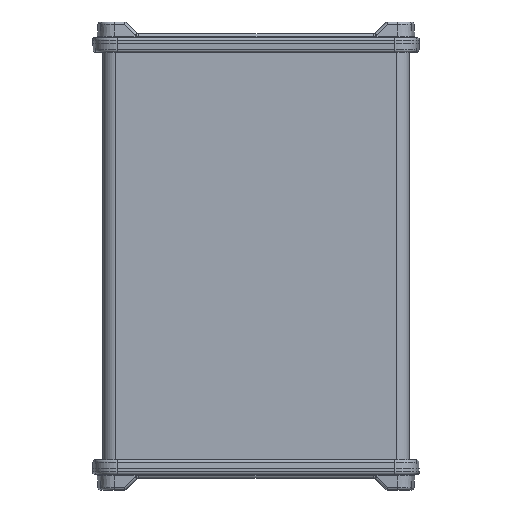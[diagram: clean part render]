
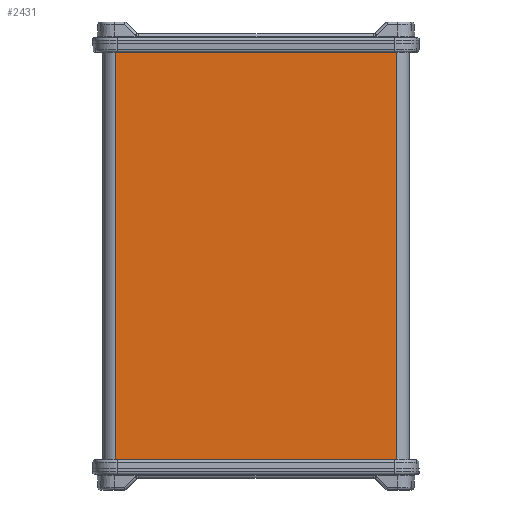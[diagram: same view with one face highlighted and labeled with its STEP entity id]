
A CAD part, front view. The second image highlights one B-rep face of the part: STEP entity #2431.
In plain terms, the highlighted planar face has unit normal (0, -1, 0).
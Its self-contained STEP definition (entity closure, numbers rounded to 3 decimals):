
#1194 = VECTOR ( 'NONE', #7903, 1000. ) ;
#1409 = DIRECTION ( 'NONE',  ( 0., 0., 1. ) ) ;
#1489 = DIRECTION ( 'NONE',  ( 0., 0., -1. ) ) ;
#1509 = VERTEX_POINT ( 'NONE', #1541 ) ;
#1541 = CARTESIAN_POINT ( 'NONE',  ( -54., -22., -60. ) ) ;
#1799 = DIRECTION ( 'NONE',  ( 1., 0., 0. ) ) ;
#2431 = ADVANCED_FACE ( 'NONE', ( #4594 ), #11042, .F. ) ;
#4233 = ORIENTED_EDGE ( 'NONE', *, *, #18928, .F. ) ;
#4594 = FACE_OUTER_BOUND ( 'NONE', #9986, .T. ) ;
#5736 = CARTESIAN_POINT ( 'NONE',  ( -54., -22., -60. ) ) ;
#6050 = CARTESIAN_POINT ( 'NONE',  ( -54., -22., 100. ) ) ;
#7882 = ORIENTED_EDGE ( 'NONE', *, *, #19945, .T. ) ;
#7903 = DIRECTION ( 'NONE',  ( 1., 0., 0. ) ) ;
#8037 = ORIENTED_EDGE ( 'NONE', *, *, #26675, .F. ) ;
#9162 = CARTESIAN_POINT ( 'NONE',  ( -54., -22., 100. ) ) ;
#9986 = EDGE_LOOP ( 'NONE', ( #26448, #7882, #8037, #4233 ) ) ;
#10629 = CARTESIAN_POINT ( 'NONE',  ( -54., -22., 100. ) ) ;
#11042 = PLANE ( 'NONE',  #12705 ) ;
#12705 = AXIS2_PLACEMENT_3D ( 'NONE', #6050, #20080, #1409 ) ;
#13606 = VECTOR ( 'NONE', #16425, 1000. ) ;
#14209 = CARTESIAN_POINT ( 'NONE',  ( 54., -22., 100. ) ) ;
#14286 = LINE ( 'NONE', #14209, #13606 ) ;
#14333 = EDGE_CURVE ( 'NONE', #19040, #1509, #20501, .T. ) ;
#14450 = CARTESIAN_POINT ( 'NONE',  ( 54., -22., -60. ) ) ;
#16425 = DIRECTION ( 'NONE',  ( 0., 0., -1. ) ) ;
#18917 = LINE ( 'NONE', #5736, #1194 ) ;
#18928 = EDGE_CURVE ( 'NONE', #19040, #20734, #24748, .T. ) ;
#18968 = VECTOR ( 'NONE', #1799, 1000. ) ;
#19040 = VERTEX_POINT ( 'NONE', #9162 ) ;
#19423 = CARTESIAN_POINT ( 'NONE',  ( -54., -22., 100. ) ) ;
#19812 = VECTOR ( 'NONE', #1489, 1000. ) ;
#19945 = EDGE_CURVE ( 'NONE', #1509, #25404, #18917, .T. ) ;
#20080 = DIRECTION ( 'NONE',  ( 0., 1., 0. ) ) ;
#20265 = CARTESIAN_POINT ( 'NONE',  ( 54., -22., 100. ) ) ;
#20501 = LINE ( 'NONE', #19423, #19812 ) ;
#20734 = VERTEX_POINT ( 'NONE', #20265 ) ;
#24748 = LINE ( 'NONE', #10629, #18968 ) ;
#25404 = VERTEX_POINT ( 'NONE', #14450 ) ;
#26448 = ORIENTED_EDGE ( 'NONE', *, *, #14333, .T. ) ;
#26675 = EDGE_CURVE ( 'NONE', #20734, #25404, #14286, .T. ) ;
